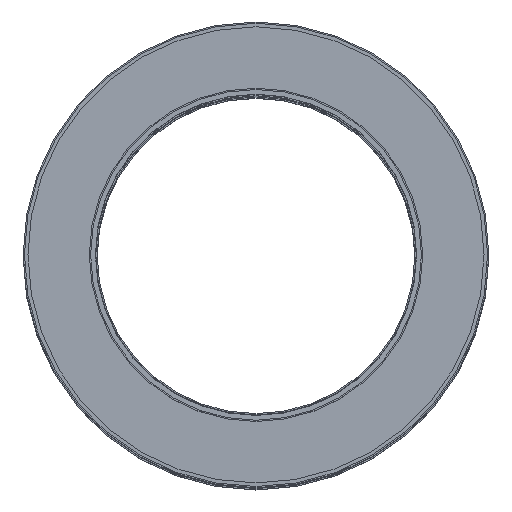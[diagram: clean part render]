
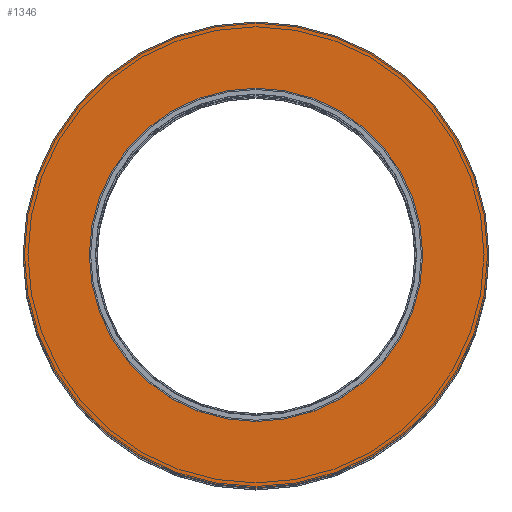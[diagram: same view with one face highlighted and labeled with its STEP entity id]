
A CAD part, top view. The second image highlights one B-rep face of the part: STEP entity #1346.
In plain terms, the highlighted planar face has unit normal (0, 0, 1).
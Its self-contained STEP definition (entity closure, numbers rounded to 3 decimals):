
#8 = ORIENTED_EDGE ( 'NONE', *, *, #1347, .F. ) ;
#9 = ORIENTED_EDGE ( 'NONE', *, *, #81, .F. ) ;
#43 = VERTEX_POINT ( 'NONE', #523 ) ;
#51 = EDGE_CURVE ( 'NONE', #52, #1341, #552, .T. ) ;
#52 = VERTEX_POINT ( 'NONE', #547 ) ;
#81 = EDGE_CURVE ( 'NONE', #43, #82, #610, .T. ) ;
#82 = VERTEX_POINT ( 'NONE', #605 ) ;
#176 = ORIENTED_EDGE ( 'NONE', *, *, #177, .T. ) ;
#177 = EDGE_CURVE ( 'NONE', #1341, #52, #811, .T. ) ;
#523 = CARTESIAN_POINT ( 'NONE',  ( 129.7, 0., 500. ) ) ;
#547 = CARTESIAN_POINT ( 'NONE',  ( 181.25, 0., 500. ) ) ;
#548 = DIRECTION ( 'NONE',  ( 1., 0., 0. ) ) ;
#549 = DIRECTION ( 'NONE',  ( 0., 0., 1. ) ) ;
#550 = CARTESIAN_POINT ( 'NONE',  ( 0., 0., 500. ) ) ;
#551 = AXIS2_PLACEMENT_3D ( 'NONE', #550, #549, #548 ) ;
#552 = CIRCLE ( 'NONE', #551, 181.25 ) ;
#605 = CARTESIAN_POINT ( 'NONE',  ( -129.7, 0., 500. ) ) ;
#606 = DIRECTION ( 'NONE',  ( 1., 0., 0. ) ) ;
#607 = DIRECTION ( 'NONE',  ( 0., 0., 1. ) ) ;
#608 = CARTESIAN_POINT ( 'NONE',  ( 0., 0., 500. ) ) ;
#609 = AXIS2_PLACEMENT_3D ( 'NONE', #608, #607, #606 ) ;
#610 = CIRCLE ( 'NONE', #609, 129.7 ) ;
#807 = DIRECTION ( 'NONE',  ( 1., 0., 0. ) ) ;
#808 = DIRECTION ( 'NONE',  ( 0., 0., 1. ) ) ;
#809 = CARTESIAN_POINT ( 'NONE',  ( 0., 0., 500. ) ) ;
#810 = AXIS2_PLACEMENT_3D ( 'NONE', #809, #808, #807 ) ;
#811 = CIRCLE ( 'NONE', #810, 181.25 ) ;
#1259 = FACE_BOUND ( 'NONE', #1332, .T. ) ;
#1260 = FACE_OUTER_BOUND ( 'NONE', #1339, .T. ) ;
#1264 = CARTESIAN_POINT ( 'NONE',  ( -181.25, 0., 500. ) ) ;
#1299 = DIRECTION ( 'NONE',  ( 1., 0., 0. ) ) ;
#1300 = DIRECTION ( 'NONE',  ( 0., 0., 1. ) ) ;
#1301 = AXIS2_PLACEMENT_3D ( 'NONE', #1307, #1300, #1299 ) ;
#1302 = CIRCLE ( 'NONE', #1301, 129.7 ) ;
#1303 = DIRECTION ( 'NONE',  ( 1., 0., 0. ) ) ;
#1304 = DIRECTION ( 'NONE',  ( 0., 0., 1. ) ) ;
#1305 = CARTESIAN_POINT ( 'NONE',  ( 0., 129.7, 500. ) ) ;
#1306 = AXIS2_PLACEMENT_3D ( 'NONE', #1305, #1304, #1303 ) ;
#1307 = CARTESIAN_POINT ( 'NONE',  ( 0., 0., 500. ) ) ;
#1308 = PLANE ( 'NONE',  #1306 ) ;
#1332 = EDGE_LOOP ( 'NONE', ( #9, #8 ) ) ;
#1333 = ORIENTED_EDGE ( 'NONE', *, *, #51, .T. ) ;
#1339 = EDGE_LOOP ( 'NONE', ( #1333, #176 ) ) ;
#1341 = VERTEX_POINT ( 'NONE', #1264 ) ;
#1346 = ADVANCED_FACE ( 'NONE', ( #1260, #1259 ), #1308, .T. ) ;
#1347 = EDGE_CURVE ( 'NONE', #82, #43, #1302, .T. ) ;
